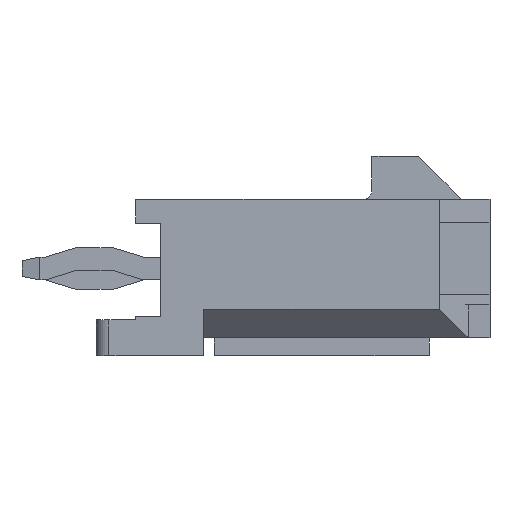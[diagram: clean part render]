
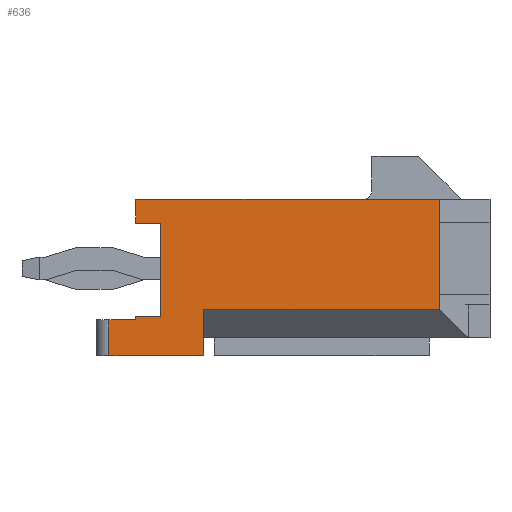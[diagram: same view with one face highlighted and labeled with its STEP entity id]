
A CAD part, left-side view. The second image highlights one B-rep face of the part: STEP entity #636.
In plain terms, the highlighted planar face has unit normal (-1, 0, 0).
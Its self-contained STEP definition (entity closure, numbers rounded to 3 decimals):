
#636 = ADVANCED_FACE( '', ( #1298 ), #1299, .T. );
#1298 = FACE_OUTER_BOUND( '', #2009, .T. );
#1299 = PLANE( '', #2010 );
#2009 = EDGE_LOOP( '', ( #3687, #3688, #3689, #3690, #3691, #3692, #3693, #3694, #3695, #3696, #3697, #3698, #3699, #3700 ) );
#2010 = AXIS2_PLACEMENT_3D( '', #3701, #3702, #3703 );
#3687 = ORIENTED_EDGE( '', *, *, #4733, .F. );
#3688 = ORIENTED_EDGE( '', *, *, #5107, .T. );
#3689 = ORIENTED_EDGE( '', *, *, #5167, .F. );
#3690 = ORIENTED_EDGE( '', *, *, #4855, .F. );
#3691 = ORIENTED_EDGE( '', *, *, #5174, .F. );
#3692 = ORIENTED_EDGE( '', *, *, #5175, .T. );
#3693 = ORIENTED_EDGE( '', *, *, #4807, .T. );
#3694 = ORIENTED_EDGE( '', *, *, #5176, .T. );
#3695 = ORIENTED_EDGE( '', *, *, #4609, .T. );
#3696 = ORIENTED_EDGE( '', *, *, #5177, .T. );
#3697 = ORIENTED_EDGE( '', *, *, #4915, .T. );
#3698 = ORIENTED_EDGE( '', *, *, #5178, .T. );
#3699 = ORIENTED_EDGE( '', *, *, #5033, .T. );
#3700 = ORIENTED_EDGE( '', *, *, #4777, .T. );
#3701 = CARTESIAN_POINT( '', ( -9.325, 0., 0. ) );
#3702 = DIRECTION( '', ( -1., 0., 0. ) );
#3703 = DIRECTION( '', ( 0., 0., 1. ) );
#4609 = EDGE_CURVE( '', #5601, #5606, #5608, .T. );
#4733 = EDGE_CURVE( '', #5819, #5821, #5822, .T. );
#4777 = EDGE_CURVE( '', #5891, #5821, #5892, .T. );
#4807 = EDGE_CURVE( '', #5938, #5936, #5939, .T. );
#4855 = EDGE_CURVE( '', #6009, #6011, #6012, .T. );
#4915 = EDGE_CURVE( '', #6105, #6103, #6106, .T. );
#5033 = EDGE_CURVE( '', #6269, #5891, #6270, .T. );
#5107 = EDGE_CURVE( '', #5819, #6365, #6367, .T. );
#5167 = EDGE_CURVE( '', #6011, #6365, #6444, .T. );
#5174 = EDGE_CURVE( '', #6453, #6009, #6454, .T. );
#5175 = EDGE_CURVE( '', #6453, #5938, #6455, .T. );
#5176 = EDGE_CURVE( '', #5936, #5601, #6456, .T. );
#5177 = EDGE_CURVE( '', #5606, #6105, #6457, .T. );
#5178 = EDGE_CURVE( '', #6103, #6269, #6458, .T. );
#5601 = VERTEX_POINT( '', #7022 );
#5606 = VERTEX_POINT( '', #7029 );
#5608 = LINE( '', #7032, #7033 );
#5819 = VERTEX_POINT( '', #7343 );
#5821 = VERTEX_POINT( '', #7346 );
#5822 = LINE( '', #7347, #7348 );
#5891 = VERTEX_POINT( '', #7452 );
#5892 = LINE( '', #7453, #7454 );
#5936 = VERTEX_POINT( '', #7519 );
#5938 = VERTEX_POINT( '', #7522 );
#5939 = LINE( '', #7523, #7524 );
#6009 = VERTEX_POINT( '', #7630 );
#6011 = VERTEX_POINT( '', #7633 );
#6012 = LINE( '', #7634, #7635 );
#6103 = VERTEX_POINT( '', #7769 );
#6105 = VERTEX_POINT( '', #7772 );
#6106 = LINE( '', #7773, #7774 );
#6269 = VERTEX_POINT( '', #8024 );
#6270 = LINE( '', #8025, #8026 );
#6365 = VERTEX_POINT( '', #8173 );
#6367 = LINE( '', #8176, #8177 );
#6444 = LINE( '', #8296, #8297 );
#6453 = VERTEX_POINT( '', #8310 );
#6454 = LINE( '', #8311, #8312 );
#6455 = LINE( '', #8313, #8314 );
#6456 = LINE( '', #8315, #8316 );
#6457 = LINE( '', #8317, #8318 );
#6458 = LINE( '', #8319, #8320 );
#7022 = CARTESIAN_POINT( '', ( -9.325, 4.25, 1.515 ) );
#7029 = CARTESIAN_POINT( '', ( -9.325, 4.25, -1.085 ) );
#7032 = CARTESIAN_POINT( '', ( -9.325, 4.25, 0. ) );
#7033 = VECTOR( '', #8698, 1000. );
#7343 = CARTESIAN_POINT( '', ( -9.325, 3.05, -0.885 ) );
#7346 = CARTESIAN_POINT( '', ( -9.325, 3.05, -2.185 ) );
#7347 = CARTESIAN_POINT( '', ( -9.325, 3.05, -1.685 ) );
#7348 = VECTOR( '', #8805, 1000. );
#7452 = CARTESIAN_POINT( '', ( -9.325, 5.7, -2.185 ) );
#7453 = CARTESIAN_POINT( '', ( -9.325, 4.95, -2.185 ) );
#7454 = VECTOR( '', #8841, 1000. );
#7519 = CARTESIAN_POINT( '', ( -9.325, 4.95, 1.515 ) );
#7522 = CARTESIAN_POINT( '', ( -9.325, 4.95, 2.185 ) );
#7523 = CARTESIAN_POINT( '', ( -9.325, 4.95, 2.185 ) );
#7524 = VECTOR( '', #8867, 1000. );
#7630 = CARTESIAN_POINT( '', ( -9.325, -3.536, 1.535 ) );
#7633 = CARTESIAN_POINT( '', ( -9.325, -3.536, -0.465 ) );
#7634 = CARTESIAN_POINT( '', ( -9.325, -3.536, 1.535 ) );
#7635 = VECTOR( '', #8905, 1000. );
#7769 = CARTESIAN_POINT( '', ( -9.325, 4.95, -1.185 ) );
#7772 = CARTESIAN_POINT( '', ( -9.325, 4.95, -1.085 ) );
#7773 = CARTESIAN_POINT( '', ( -9.325, 4.95, 2.185 ) );
#7774 = VECTOR( '', #8953, 1000. );
#8024 = CARTESIAN_POINT( '', ( -9.325, 5.7, -1.185 ) );
#8025 = CARTESIAN_POINT( '', ( -9.325, 5.7, -1.185 ) );
#8026 = VECTOR( '', #9041, 1000. );
#8173 = CARTESIAN_POINT( '', ( -9.325, -3.536, -0.885 ) );
#8176 = CARTESIAN_POINT( '', ( -9.325, 0., -0.885 ) );
#8177 = VECTOR( '', #9098, 1000. );
#8296 = CARTESIAN_POINT( '', ( -9.325, -3.536, 0. ) );
#8297 = VECTOR( '', #9141, 1000. );
#8310 = CARTESIAN_POINT( '', ( -9.325, -3.536, 2.185 ) );
#8311 = CARTESIAN_POINT( '', ( -9.325, -3.536, 0. ) );
#8312 = VECTOR( '', #9146, 1000. );
#8313 = CARTESIAN_POINT( '', ( -9.325, -4.95, 2.185 ) );
#8314 = VECTOR( '', #9147, 1000. );
#8315 = CARTESIAN_POINT( '', ( -9.325, 0., 1.515 ) );
#8316 = VECTOR( '', #9148, 1000. );
#8317 = CARTESIAN_POINT( '', ( -9.325, 0., -1.085 ) );
#8318 = VECTOR( '', #9149, 1000. );
#8319 = CARTESIAN_POINT( '', ( -9.325, 4.95, -1.185 ) );
#8320 = VECTOR( '', #9150, 1000. );
#8698 = DIRECTION( '', ( 0., 0., -1. ) );
#8805 = DIRECTION( '', ( 0., 0., -1. ) );
#8841 = DIRECTION( '', ( 0., -1., 0. ) );
#8867 = DIRECTION( '', ( 0., 0., -1. ) );
#8905 = DIRECTION( '', ( 0., 0., -1. ) );
#8953 = DIRECTION( '', ( 0., 0., -1. ) );
#9041 = DIRECTION( '', ( 0., 0., -1. ) );
#9098 = DIRECTION( '', ( 0., -1., 0. ) );
#9141 = DIRECTION( '', ( 0., 0., -1. ) );
#9146 = DIRECTION( '', ( 0., 0., -1. ) );
#9147 = DIRECTION( '', ( 0., 1., 0. ) );
#9148 = DIRECTION( '', ( 0., -1., 0. ) );
#9149 = DIRECTION( '', ( 0., 1., 0. ) );
#9150 = DIRECTION( '', ( 0., 1., 0. ) );
